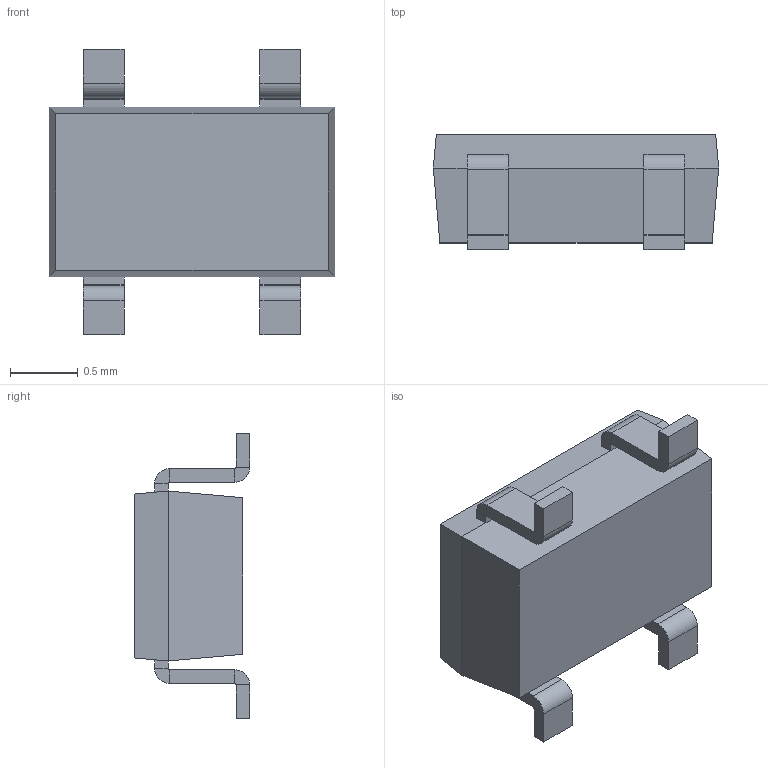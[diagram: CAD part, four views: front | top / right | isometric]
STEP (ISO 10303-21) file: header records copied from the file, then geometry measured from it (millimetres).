
FILE_DESCRIPTION (( 'STEP AP214' ), '1' );
FILE_NAME ('MW608-WM.STEP', '2023-11-20T05:48:28', ( 'a' ), ( '' ), 'SwSTEP 2.0', 'SolidWorks 2023', '' );
FILE_SCHEMA (( 'AUTOMOTIVE_DESIGN' ));
Length unit declared in the file: millimetre
Products named in the file (1): MW608-WM
Bounding box: 2.1 x 0.85 x 2.1 mm (x, y, z)
Volume: 2.1 mm3; surface area: 13.2 mm2
Topology: 1 solids, 1 shells, 94 faces, 200 edges, 108 vertices
Faces by surface type: plane 78, cylinder 16
Entity records: 2431 total; most frequent: DIRECTION 422, CARTESIAN_POINT 403, ORIENTED_EDGE 400, EDGE_CURVE 200, VECTOR 168, LINE 168, AXIS2_PLACEMENT_3D 127, VERTEX_POINT 108
